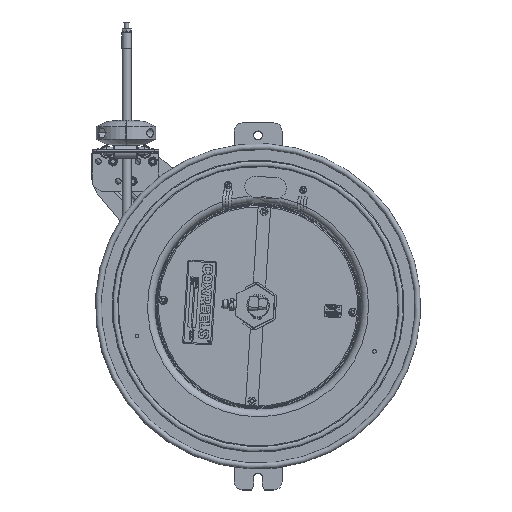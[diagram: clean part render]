
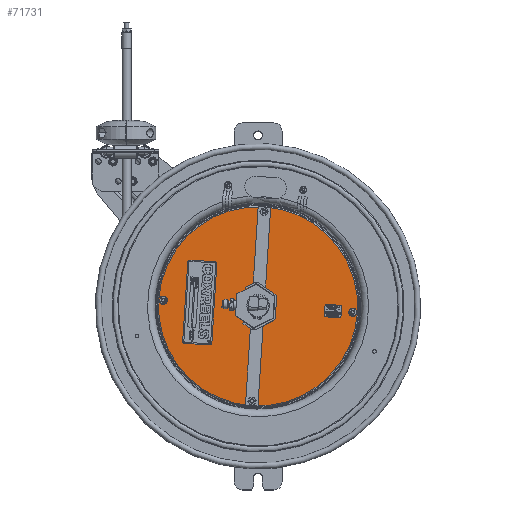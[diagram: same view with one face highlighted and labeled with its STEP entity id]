
A CAD part, top view. The second image highlights one B-rep face of the part: STEP entity #71731.
In plain terms, the highlighted planar face has unit normal (0, 0, 1).
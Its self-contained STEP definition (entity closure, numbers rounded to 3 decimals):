
#372=FACE_BOUND('',#24892,.T.);
#373=FACE_BOUND('',#24893,.T.);
#374=FACE_BOUND('',#24894,.T.);
#375=FACE_BOUND('',#24895,.T.);
#376=FACE_BOUND('',#24896,.T.);
#19421=PLANE('',#75746);
#21813=FACE_OUTER_BOUND('',#24891,.T.);
#24891=EDGE_LOOP('',(#62455));
#24892=EDGE_LOOP('',(#62456));
#24893=EDGE_LOOP('',(#62457));
#24894=EDGE_LOOP('',(#62458));
#24895=EDGE_LOOP('',(#62459));
#24896=EDGE_LOOP('',(#62460));
#27091=CIRCLE('',#75747,5.97);
#27092=CIRCLE('',#75748,0.655);
#27093=CIRCLE('',#75749,0.14);
#27094=CIRCLE('',#75750,0.14);
#27095=CIRCLE('',#75751,0.14);
#27096=CIRCLE('',#75752,0.14);
#35234=VERTEX_POINT('',#128506);
#35235=VERTEX_POINT('',#128508);
#35236=VERTEX_POINT('',#128510);
#35237=VERTEX_POINT('',#128512);
#35238=VERTEX_POINT('',#128514);
#35239=VERTEX_POINT('',#128516);
#46593=EDGE_CURVE('',#35234,#35234,#27091,.T.);
#46594=EDGE_CURVE('',#35235,#35235,#27092,.T.);
#46595=EDGE_CURVE('',#35236,#35236,#27093,.T.);
#46596=EDGE_CURVE('',#35237,#35237,#27094,.T.);
#46597=EDGE_CURVE('',#35238,#35238,#27095,.T.);
#46598=EDGE_CURVE('',#35239,#35239,#27096,.T.);
#62455=ORIENTED_EDGE('',*,*,#46593,.F.);
#62456=ORIENTED_EDGE('',*,*,#46594,.T.);
#62457=ORIENTED_EDGE('',*,*,#46595,.T.);
#62458=ORIENTED_EDGE('',*,*,#46596,.T.);
#62459=ORIENTED_EDGE('',*,*,#46597,.T.);
#62460=ORIENTED_EDGE('',*,*,#46598,.T.);
#71731=ADVANCED_FACE('',(#21813,#372,#373,#374,#375,#376),#19421,.T.);
#75746=AXIS2_PLACEMENT_3D('',#128505,#88712,#88713);
#75747=AXIS2_PLACEMENT_3D('',#128507,#88714,#88715);
#75748=AXIS2_PLACEMENT_3D('',#128509,#88716,#88717);
#75749=AXIS2_PLACEMENT_3D('',#128511,#88718,#88719);
#75750=AXIS2_PLACEMENT_3D('',#128513,#88720,#88721);
#75751=AXIS2_PLACEMENT_3D('',#128515,#88722,#88723);
#75752=AXIS2_PLACEMENT_3D('',#128517,#88724,#88725);
#88712=DIRECTION('center_axis',(0.,0.,
1.));
#88713=DIRECTION('ref_axis',(-0.998,0.064,0.));
#88714=DIRECTION('center_axis',(0.,0.,
-1.));
#88715=DIRECTION('ref_axis',(-0.998,0.064,0.));
#88716=DIRECTION('center_axis',(0.,0.,
-1.));
#88717=DIRECTION('ref_axis',(0.998,-0.064,0.));
#88718=DIRECTION('center_axis',(0.,0.,
-1.));
#88719=DIRECTION('ref_axis',(-0.998,0.064,0.));
#88720=DIRECTION('center_axis',(0.,0.,
-1.));
#88721=DIRECTION('ref_axis',(-0.998,0.064,0.));
#88722=DIRECTION('center_axis',(0.,0.,
-1.));
#88723=DIRECTION('ref_axis',(-0.998,0.064,0.));
#88724=DIRECTION('center_axis',(0.,0.,
-1.));
#88725=DIRECTION('ref_axis',(-0.998,0.064,0.));
#128505=CARTESIAN_POINT('Origin',(0.,0.,
4.794));
#128506=CARTESIAN_POINT('',(5.958,-0.38,4.794));
#128507=CARTESIAN_POINT('Origin',(0.,0.,
4.794));
#128508=CARTESIAN_POINT('',(-0.654,0.042,4.794));
#128509=CARTESIAN_POINT('Origin',(0.,0.,
4.794));
#128510=CARTESIAN_POINT('',(-5.816,0.371,4.794));
#128511=CARTESIAN_POINT('Origin',(-5.676,0.362,4.794));
#128512=CARTESIAN_POINT('',(5.536,-0.353,4.794));
#128513=CARTESIAN_POINT('Origin',(5.676,-0.362,4.794));
#128514=CARTESIAN_POINT('',(-0.502,-5.667,4.794));
#128515=CARTESIAN_POINT('Origin',(-0.362,-5.676,
4.794));
#128516=CARTESIAN_POINT('',(0.223,5.685,4.794));
#128517=CARTESIAN_POINT('Origin',(0.362,5.676,4.794));
